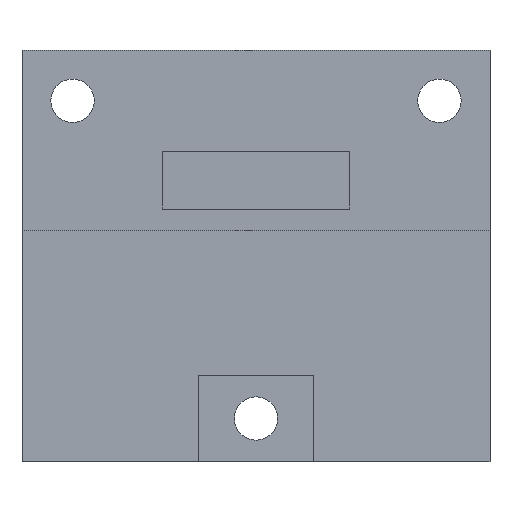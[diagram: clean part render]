
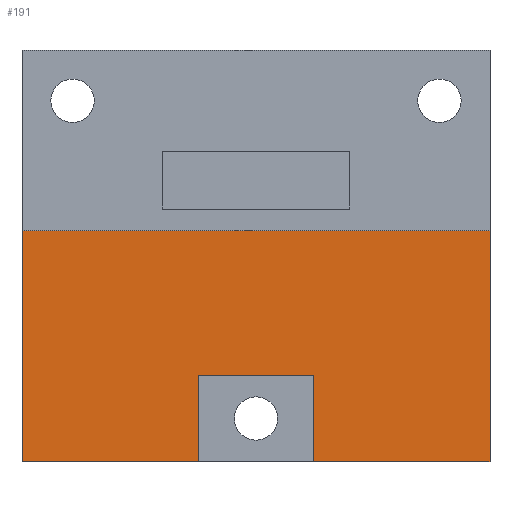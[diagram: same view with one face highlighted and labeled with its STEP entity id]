
A CAD part, front view. The second image highlights one B-rep face of the part: STEP entity #191.
In plain terms, the highlighted planar face has unit normal (0, -1, 0).
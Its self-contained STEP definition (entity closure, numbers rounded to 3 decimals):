
#1 = ORIENTED_EDGE ( 'NONE', *, *, #238, .F. ) ;
#10 = EDGE_CURVE ( 'NONE', #513, #327, #527, .T. ) ;
#48 = CARTESIAN_POINT ( 'NONE',  ( -16.2, -4., -17.665 ) ) ;
#52 = DIRECTION ( 'NONE',  ( 0., 0., -1. ) ) ;
#57 = DIRECTION ( 'NONE',  ( 0., 0., 1. ) ) ;
#66 = CARTESIAN_POINT ( 'NONE',  ( 16.2, -4., -17.665 ) ) ;
#69 = CARTESIAN_POINT ( 'NONE',  ( -4., -4., -17.665 ) ) ;
#75 = VECTOR ( 'NONE', #343, 1000. ) ;
#77 = ORIENTED_EDGE ( 'NONE', *, *, #639, .F. ) ;
#80 = ORIENTED_EDGE ( 'NONE', *, *, #506, .T. ) ;
#99 = PLANE ( 'NONE',  #265 ) ;
#118 = LINE ( 'NONE', #66, #446 ) ;
#128 = EDGE_CURVE ( 'NONE', #256, #619, #646, .T. ) ;
#137 = DIRECTION ( 'NONE',  ( 0., 0., -1. ) ) ;
#150 = DIRECTION ( 'NONE',  ( 0., 0., -1. ) ) ;
#151 = ORIENTED_EDGE ( 'NONE', *, *, #128, .T. ) ;
#158 = FACE_OUTER_BOUND ( 'NONE', #482, .T. ) ;
#175 = CARTESIAN_POINT ( 'NONE',  ( 4., -4., -11.665 ) ) ;
#191 = ADVANCED_FACE ( 'NONE', ( #158 ), #99, .T. ) ;
#210 = LINE ( 'NONE', #224, #664 ) ;
#212 = ORIENTED_EDGE ( 'NONE', *, *, #10, .T. ) ;
#224 = CARTESIAN_POINT ( 'NONE',  ( -16.2, -4., -1.665 ) ) ;
#238 = EDGE_CURVE ( 'NONE', #513, #540, #437, .T. ) ;
#240 = ORIENTED_EDGE ( 'NONE', *, *, #466, .T. ) ;
#256 = VERTEX_POINT ( 'NONE', #503 ) ;
#265 = AXIS2_PLACEMENT_3D ( 'NONE', #500, #272, #391 ) ;
#272 = DIRECTION ( 'NONE',  ( 0., -1., 0. ) ) ;
#327 = VERTEX_POINT ( 'NONE', #387 ) ;
#343 = DIRECTION ( 'NONE',  ( 1., 0., 0. ) ) ;
#358 = CARTESIAN_POINT ( 'NONE',  ( -4., -4., -11.665 ) ) ;
#372 = VERTEX_POINT ( 'NONE', #576 ) ;
#387 = CARTESIAN_POINT ( 'NONE',  ( 4., -4., -11.665 ) ) ;
#391 = DIRECTION ( 'NONE',  ( 0., 0., -1. ) ) ;
#394 = LINE ( 'NONE', #175, #627 ) ;
#429 = CARTESIAN_POINT ( 'NONE',  ( -4., -4., -11.665 ) ) ;
#433 = VECTOR ( 'NONE', #724, 1000. ) ;
#437 = LINE ( 'NONE', #429, #445 ) ;
#445 = VECTOR ( 'NONE', #150, 1000. ) ;
#446 = VECTOR ( 'NONE', #57, 1000. ) ;
#457 = LINE ( 'NONE', #626, #75 ) ;
#466 = EDGE_CURVE ( 'NONE', #604, #608, #457, .T. ) ;
#473 = CARTESIAN_POINT ( 'NONE',  ( -16.2, -4., -17.665 ) ) ;
#475 = EDGE_CURVE ( 'NONE', #327, #604, #394, .T. ) ;
#482 = EDGE_LOOP ( 'NONE', ( #77, #151, #80, #1, #212, #568, #240, #588 ) ) ;
#500 = CARTESIAN_POINT ( 'NONE',  ( 0., -4., 0. ) ) ;
#503 = CARTESIAN_POINT ( 'NONE',  ( -16.2, -4., -1.665 ) ) ;
#506 = EDGE_CURVE ( 'NONE', #619, #540, #642, .T. ) ;
#513 = VERTEX_POINT ( 'NONE', #358 ) ;
#527 = LINE ( 'NONE', #696, #747 ) ;
#540 = VERTEX_POINT ( 'NONE', #69 ) ;
#554 = VECTOR ( 'NONE', #137, 1000. ) ;
#560 = DIRECTION ( 'NONE',  ( 1., 0., 0. ) ) ;
#568 = ORIENTED_EDGE ( 'NONE', *, *, #475, .T. ) ;
#576 = CARTESIAN_POINT ( 'NONE',  ( 16.2, -4., -1.665 ) ) ;
#588 = ORIENTED_EDGE ( 'NONE', *, *, #718, .T. ) ;
#604 = VERTEX_POINT ( 'NONE', #624 ) ;
#608 = VERTEX_POINT ( 'NONE', #617 ) ;
#617 = CARTESIAN_POINT ( 'NONE',  ( 16.2, -4., -17.665 ) ) ;
#619 = VERTEX_POINT ( 'NONE', #48 ) ;
#624 = CARTESIAN_POINT ( 'NONE',  ( 4., -4., -17.665 ) ) ;
#626 = CARTESIAN_POINT ( 'NONE',  ( 4., -4., -17.665 ) ) ;
#627 = VECTOR ( 'NONE', #52, 1000. ) ;
#639 = EDGE_CURVE ( 'NONE', #256, #372, #210, .T. ) ;
#642 = LINE ( 'NONE', #473, #433 ) ;
#646 = LINE ( 'NONE', #712, #554 ) ;
#664 = VECTOR ( 'NONE', #560, 1000. ) ;
#696 = CARTESIAN_POINT ( 'NONE',  ( -4., -4., -11.665 ) ) ;
#712 = CARTESIAN_POINT ( 'NONE',  ( -16.2, -4., -1.665 ) ) ;
#718 = EDGE_CURVE ( 'NONE', #608, #372, #118, .T. ) ;
#724 = DIRECTION ( 'NONE',  ( 1., 0., 0. ) ) ;
#745 = DIRECTION ( 'NONE',  ( 1., 0., 0. ) ) ;
#747 = VECTOR ( 'NONE', #745, 1000. ) ;
